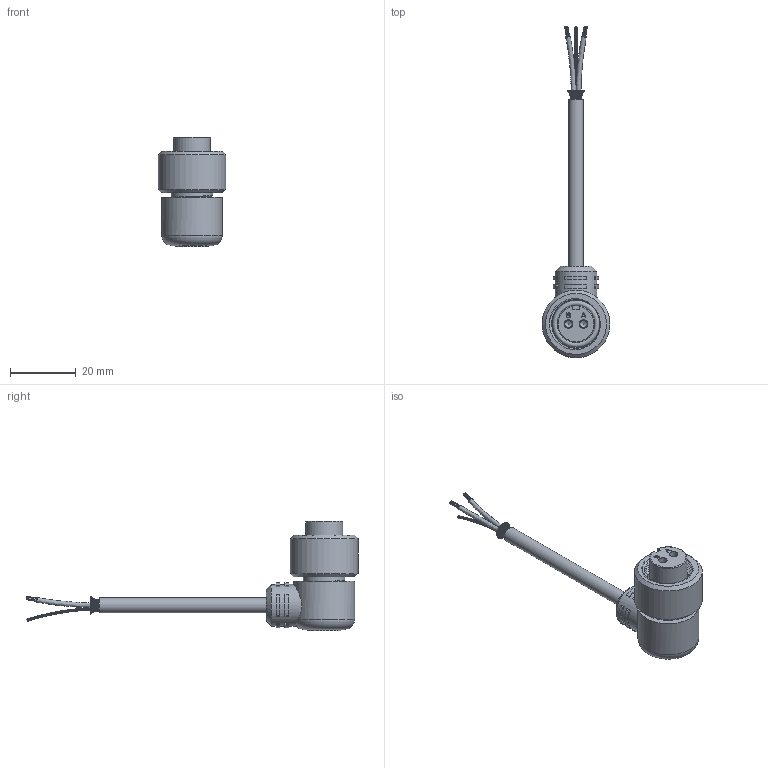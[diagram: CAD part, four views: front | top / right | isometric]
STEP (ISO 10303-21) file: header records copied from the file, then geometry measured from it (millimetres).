
FILE_DESCRIPTION(/* description */ (''),/* implementation_level */ '2;1');
FILE_NAME(/* name */ 'A2V.stp',/* time_stamp */ '2017-04-28T17:04:42-04:00',/* author */ ('aneininger'),/* organization */ (''),/* preprocessor_version */ 'ST-DEVELOPER v16.5',/* originating_system */ 'Autodesk Inventor 2017',/* authorisation */ '');
FILE_SCHEMA (('AUTOMOTIVE_DESIGN { 1 0 10303 214 3 1 1 }'));
Length unit declared in the file: inch
Products named in the file (1): A2V
Bounding box: 20.63 x 100.94 x 33.35 mm (x, y, z)
Volume: 8704.8 mm3; surface area: 7002.5 mm2
Topology: 2 solids, 2 shells, 798 faces, 2668 edges, 1661 vertices
Faces by surface type: bspline 412, plane 261, cylinder 115, cone 7, torus 3
Full cylindrical faces by diameter (mm): 0.127 x19, 0.203 x38, 1.413 x2, 2.032 x2, 2.235 x2, 2.54 x2, 2.794 x2, 2.89 x1, 3.417 x1, 3.571 x1, 4.496 x2, 9.271 x1, 10.16 x1, 11.328 x5, 12.649 x1, 12.7 x1, 12.827 x1, 14.605 x1, 15.875 x1, 18.542 x1, 20.632 x1
Entity records: 48112 total; most frequent: CARTESIAN_POINT 26302, ORIENTED_EDGE 4990, DIRECTION 4093, EDGE_CURVE 2494, AXIS2_PLACEMENT_3D 1924, VERTEX_POINT 1588, CIRCLE 1501, EDGE_LOOP 976
